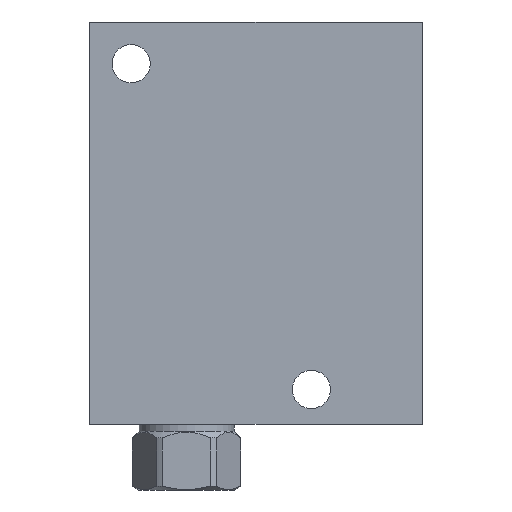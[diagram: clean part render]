
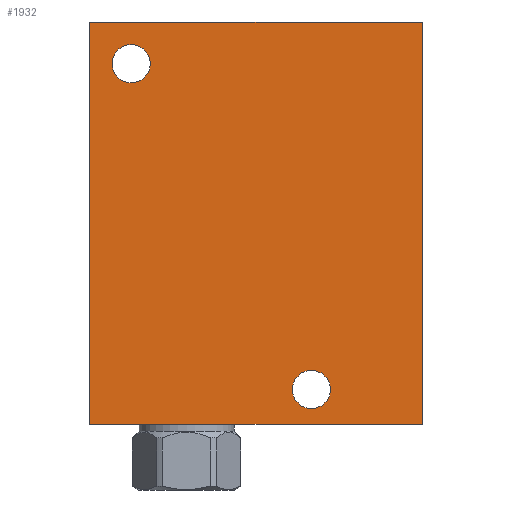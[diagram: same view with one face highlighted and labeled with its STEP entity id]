
A CAD part, front view. The second image highlights one B-rep face of the part: STEP entity #1932.
In plain terms, the highlighted planar face has unit normal (0, -1, 0).
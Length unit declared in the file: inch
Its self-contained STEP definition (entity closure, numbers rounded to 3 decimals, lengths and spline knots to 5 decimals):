
#5=DIRECTION('',(1.,0.,0.));
#6=VECTOR('',#5,3.);
#7=CARTESIAN_POINT('',(0.,-2.,0.));
#8=LINE('',#7,#6);
#75=DIRECTION('',(0.,0.,1.));
#76=VECTOR('',#75,3.625);
#77=CARTESIAN_POINT('',(3.,-2.,0.));
#78=LINE('',#77,#76);
#99=DIRECTION('',(0.,0.,1.));
#100=VECTOR('',#99,3.625);
#101=CARTESIAN_POINT('',(0.,-2.,0.));
#102=LINE('',#101,#100);
#103=CARTESIAN_POINT('',(0.375,-2.,3.25));
#104=DIRECTION('',(0.,-1.,0.));
#105=DIRECTION('',(-1.,0.,0.));
#106=AXIS2_PLACEMENT_3D('',#103,#104,#105);
#108=CARTESIAN_POINT('',(0.375,-2.,3.25));
#109=DIRECTION('',(0.,-1.,0.));
#110=DIRECTION('',(1.,0.,0.));
#111=AXIS2_PLACEMENT_3D('',#108,#109,#110);
#113=CARTESIAN_POINT('',(2.,-2.,0.312));
#114=DIRECTION('',(0.,-1.,0.));
#115=DIRECTION('',(-1.,0.,0.));
#116=AXIS2_PLACEMENT_3D('',#113,#114,#115);
#118=CARTESIAN_POINT('',(2.,-2.,0.312));
#119=DIRECTION('',(0.,-1.,0.));
#120=DIRECTION('',(1.,0.,0.));
#121=AXIS2_PLACEMENT_3D('',#118,#119,#120);
#135=DIRECTION('',(1.,0.,0.));
#136=VECTOR('',#135,3.);
#137=CARTESIAN_POINT('',(0.,-2.,3.625));
#138=LINE('',#137,#136);
#1582=CARTESIAN_POINT('',(0.,-2.,0.));
#1584=VERTEX_POINT('',#1582);
#1585=CARTESIAN_POINT('',(3.,-2.,0.));
#1586=VERTEX_POINT('',#1585);
#1590=CARTESIAN_POINT('',(0.,-2.,3.625));
#1592=VERTEX_POINT('',#1590);
#1593=CARTESIAN_POINT('',(3.,-2.,3.625));
#1594=VERTEX_POINT('',#1593);
#1715=CARTESIAN_POINT('',(0.203,-2.,3.25));
#1716=CARTESIAN_POINT('',(0.547,-2.,3.25));
#1717=VERTEX_POINT('',#1715);
#1718=VERTEX_POINT('',#1716);
#1723=CARTESIAN_POINT('',(1.828,-2.,0.312));
#1724=CARTESIAN_POINT('',(2.172,-2.,0.312));
#1725=VERTEX_POINT('',#1723);
#1726=VERTEX_POINT('',#1724);
#1908=CARTESIAN_POINT('',(0.,-2.,0.));
#1909=DIRECTION('',(0.,-1.,0.));
#1910=DIRECTION('',(1.,0.,0.));
#1911=AXIS2_PLACEMENT_3D('',#1908,#1909,#1910);
#1912=PLANE('',#1911);
#1913=ORIENTED_EDGE('',*,*,#1814,.F.);
#1914=ORIENTED_EDGE('',*,*,#1839,.T.);
#1916=ORIENTED_EDGE('',*,*,#1915,.T.);
#1917=ORIENTED_EDGE('',*,*,#1888,.F.);
#1918=EDGE_LOOP('',(#1913,#1914,#1916,#1917));
#1919=FACE_OUTER_BOUND('',#1918,.F.);
#1921=ORIENTED_EDGE('',*,*,#1920,.T.);
#1923=ORIENTED_EDGE('',*,*,#1922,.T.);
#1924=EDGE_LOOP('',(#1921,#1923));
#1925=FACE_BOUND('',#1924,.F.);
#1927=ORIENTED_EDGE('',*,*,#1926,.T.);
#1929=ORIENTED_EDGE('',*,*,#1928,.T.);
#1930=EDGE_LOOP('',(#1927,#1929));
#1931=FACE_BOUND('',#1930,.F.);
#1932=ADVANCED_FACE('',(#1919,#1925,#1931),#1912,.T.);
#107=CIRCLE('',#106,0.172);
#112=CIRCLE('',#111,0.172);
#117=CIRCLE('',#116,0.172);
#122=CIRCLE('',#121,0.172);
#1814=EDGE_CURVE('',#1584,#1586,#8,.T.);
#1839=EDGE_CURVE('',#1584,#1592,#102,.T.);
#1888=EDGE_CURVE('',#1586,#1594,#78,.T.);
#1915=EDGE_CURVE('',#1592,#1594,#138,.T.);
#1920=EDGE_CURVE('',#1717,#1718,#107,.T.);
#1922=EDGE_CURVE('',#1718,#1717,#112,.T.);
#1926=EDGE_CURVE('',#1725,#1726,#117,.T.);
#1928=EDGE_CURVE('',#1726,#1725,#122,.T.);
